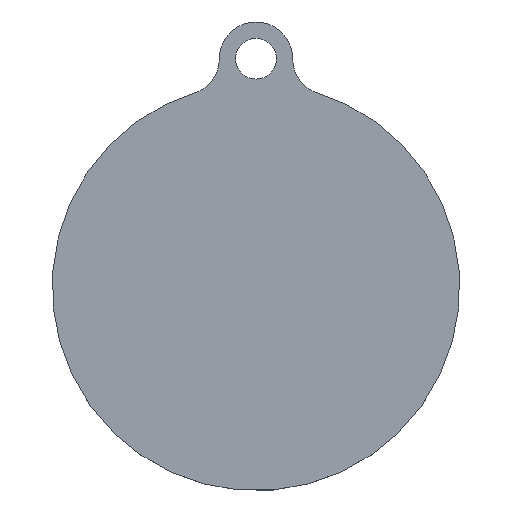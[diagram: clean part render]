
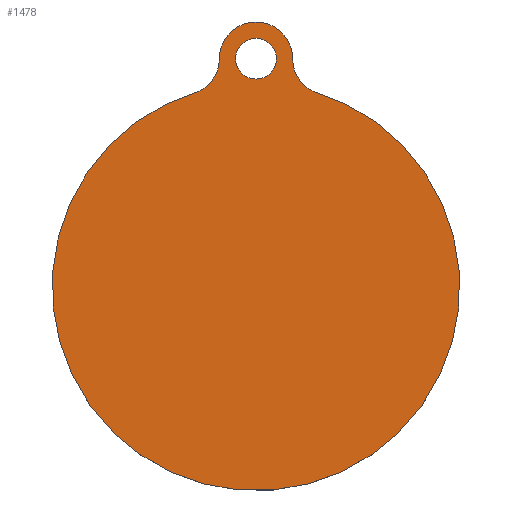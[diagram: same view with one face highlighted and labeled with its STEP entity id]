
A CAD part, top view. The second image highlights one B-rep face of the part: STEP entity #1478.
In plain terms, the highlighted planar face has unit normal (0, 0, 1).
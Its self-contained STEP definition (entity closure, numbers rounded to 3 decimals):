
#28=CIRCLE('',#1555,25.);
#29=CIRCLE('',#1556,4.45);
#30=CIRCLE('',#1557,4.5);
#31=CIRCLE('',#1558,4.45);
#32=CIRCLE('',#1559,2.5);
#38=FACE_BOUND('',#346,.T.);
#258=FACE_OUTER_BOUND('',#345,.T.);
#345=EDGE_LOOP('',(#1176,#1177,#1178,#1179));
#346=EDGE_LOOP('',(#1180));
#662=VERTEX_POINT('',#2362);
#663=VERTEX_POINT('',#2363);
#664=VERTEX_POINT('',#2365);
#665=VERTEX_POINT('',#2367);
#666=VERTEX_POINT('',#2370);
#849=EDGE_CURVE('',#662,#663,#28,.T.);
#850=EDGE_CURVE('',#663,#664,#29,.T.);
#851=EDGE_CURVE('',#664,#665,#30,.T.);
#852=EDGE_CURVE('',#665,#662,#31,.T.);
#853=EDGE_CURVE('',#666,#666,#32,.T.);
#1176=ORIENTED_EDGE('',*,*,#849,.T.);
#1177=ORIENTED_EDGE('',*,*,#850,.T.);
#1178=ORIENTED_EDGE('',*,*,#851,.T.);
#1179=ORIENTED_EDGE('',*,*,#852,.T.);
#1180=ORIENTED_EDGE('',*,*,#853,.T.);
#1430=PLANE('',#1554);
#1478=ADVANCED_FACE('',(#258,#38),#1430,.T.);
#1554=AXIS2_PLACEMENT_3D('',#2361,#1649,#1650);
#1555=AXIS2_PLACEMENT_3D('',#2364,#1651,#1652);
#1556=AXIS2_PLACEMENT_3D('',#2366,#1653,#1654);
#1557=AXIS2_PLACEMENT_3D('',#2368,#1655,#1656);
#1558=AXIS2_PLACEMENT_3D('',#2369,#1657,#1658);
#1559=AXIS2_PLACEMENT_3D('',#2371,#1659,#1660);
#1649=DIRECTION('center_axis',(0.,0.,1.));
#1650=DIRECTION('ref_axis',(1.,0.,0.));
#1651=DIRECTION('center_axis',(0.,0.,1.));
#1652=DIRECTION('ref_axis',(1.,0.,0.));
#1653=DIRECTION('center_axis',(0.,0.,-1.));
#1654=DIRECTION('ref_axis',(-1.,0.,0.));
#1655=DIRECTION('center_axis',(0.,0.,1.));
#1656=DIRECTION('ref_axis',(1.,0.,0.));
#1657=DIRECTION('center_axis',(0.,0.,-1.));
#1658=DIRECTION('ref_axis',(0.438,-0.899,0.));
#1659=DIRECTION('center_axis',(0.,0.,-1.));
#1660=DIRECTION('ref_axis',(1.,0.,0.));
#2361=CARTESIAN_POINT('Origin',(0.,0.,2.6));
#2362=CARTESIAN_POINT('',(-7.,24.,2.6));
#2363=CARTESIAN_POINT('',(7.,24.,2.6));
#2364=CARTESIAN_POINT('Origin',(0.,0.,2.6));
#2365=CARTESIAN_POINT('',(4.5,28.,2.6));
#2366=CARTESIAN_POINT('Origin',(8.95,28.,2.6));
#2367=CARTESIAN_POINT('',(-4.5,28.,2.6));
#2368=CARTESIAN_POINT('Origin',(0.,28.,2.6));
#2369=CARTESIAN_POINT('Origin',(-8.95,28.,2.6));
#2370=CARTESIAN_POINT('',(-2.5,28.,2.6));
#2371=CARTESIAN_POINT('Origin',(0.,28.,2.6));
